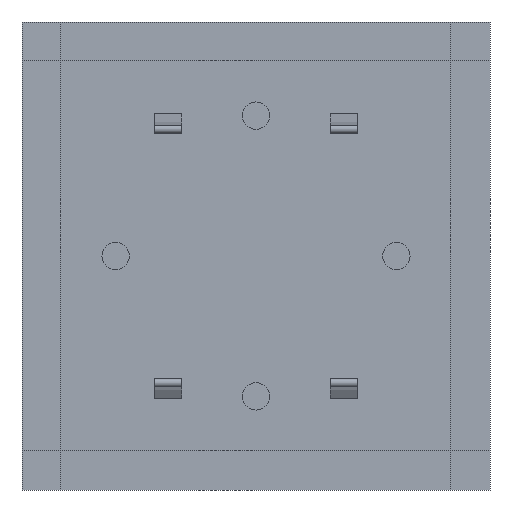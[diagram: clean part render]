
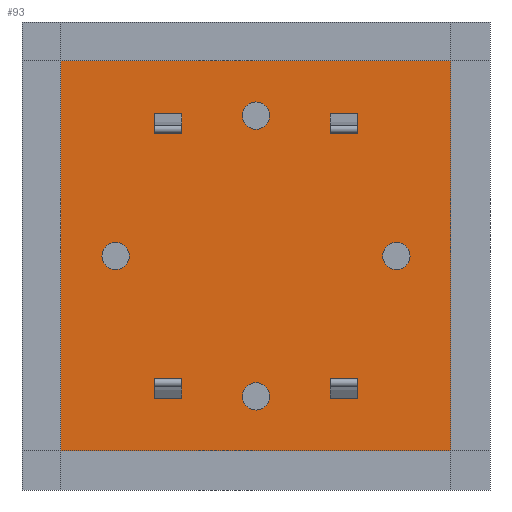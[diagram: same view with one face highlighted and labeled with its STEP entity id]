
A CAD part, front view. The second image highlights one B-rep face of the part: STEP entity #93.
In plain terms, the highlighted planar face has unit normal (0, -1, 0).
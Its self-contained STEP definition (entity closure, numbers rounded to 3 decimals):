
#24 = VERTEX_POINT('',#25);
#25 = CARTESIAN_POINT('',(-3.95,5.5,0.));
#41 = VERTEX_POINT('',#42);
#42 = CARTESIAN_POINT('',(-3.25,5.5,0.));
#48 = EDGE_CURVE('',#24,#41,#49,.T.);
#49 = CIRCLE('',#50,0.35);
#50 = AXIS2_PLACEMENT_3D('',#51,#52,#53);
#51 = CARTESIAN_POINT('',(-3.6,5.5,0.));
#52 = DIRECTION('',(0.,1.,0.));
#53 = DIRECTION('',(-1.,0.,0.));
#64 = EDGE_CURVE('',#41,#24,#65,.T.);
#65 = CIRCLE('',#66,0.35);
#66 = AXIS2_PLACEMENT_3D('',#67,#68,#69);
#67 = CARTESIAN_POINT('',(-3.6,5.5,0.));
#68 = DIRECTION('',(0.,1.,0.));
#69 = DIRECTION('',(-1.,0.,0.));
#93 = ADVANCED_FACE('',(#94,#128,#162,#182,#202,#222,#226,#260,#294),
  #328,.F.);
#94 = FACE_BOUND('',#95,.T.);
#95 = EDGE_LOOP('',(#96,#106,#114,#122));
#96 = ORIENTED_EDGE('',*,*,#97,.T.);
#97 = EDGE_CURVE('',#98,#100,#102,.T.);
#98 = VERTEX_POINT('',#99);
#99 = CARTESIAN_POINT('',(-1.9,5.5,3.147));
#100 = VERTEX_POINT('',#101);
#101 = CARTESIAN_POINT('',(-2.6,5.5,3.147));
#102 = LINE('',#103,#104);
#103 = CARTESIAN_POINT('',(-1.3,5.5,3.147));
#104 = VECTOR('',#105,1.);
#105 = DIRECTION('',(-1.,0.,0.));
#106 = ORIENTED_EDGE('',*,*,#107,.T.);
#107 = EDGE_CURVE('',#100,#108,#110,.T.);
#108 = VERTEX_POINT('',#109);
#109 = CARTESIAN_POINT('',(-2.6,5.5,3.35));
#110 = LINE('',#111,#112);
#111 = CARTESIAN_POINT('',(-2.6,5.5,1.672));
#112 = VECTOR('',#113,1.);
#113 = DIRECTION('',(0.,0.,1.));
#114 = ORIENTED_EDGE('',*,*,#115,.T.);
#115 = EDGE_CURVE('',#108,#116,#118,.T.);
#116 = VERTEX_POINT('',#117);
#117 = CARTESIAN_POINT('',(-1.9,5.5,3.35));
#118 = LINE('',#119,#120);
#119 = CARTESIAN_POINT('',(-1.3,5.5,3.35));
#120 = VECTOR('',#121,1.);
#121 = DIRECTION('',(1.,0.,0.));
#122 = ORIENTED_EDGE('',*,*,#123,.T.);
#123 = EDGE_CURVE('',#116,#98,#124,.T.);
#124 = LINE('',#125,#126);
#125 = CARTESIAN_POINT('',(-1.9,5.5,1.672));
#126 = VECTOR('',#127,1.);
#127 = DIRECTION('',(0.,0.,-1.));
#128 = FACE_BOUND('',#129,.T.);
#129 = EDGE_LOOP('',(#130,#140,#148,#156));
#130 = ORIENTED_EDGE('',*,*,#131,.T.);
#131 = EDGE_CURVE('',#132,#134,#136,.T.);
#132 = VERTEX_POINT('',#133);
#133 = CARTESIAN_POINT('',(2.6,5.5,3.147));
#134 = VERTEX_POINT('',#135);
#135 = CARTESIAN_POINT('',(1.9,5.5,3.147));
#136 = LINE('',#137,#138);
#137 = CARTESIAN_POINT('',(0.95,5.5,3.147));
#138 = VECTOR('',#139,1.);
#139 = DIRECTION('',(-1.,0.,0.));
#140 = ORIENTED_EDGE('',*,*,#141,.T.);
#141 = EDGE_CURVE('',#134,#142,#144,.T.);
#142 = VERTEX_POINT('',#143);
#143 = CARTESIAN_POINT('',(1.9,5.5,3.35));
#144 = LINE('',#145,#146);
#145 = CARTESIAN_POINT('',(1.9,5.5,1.672));
#146 = VECTOR('',#147,1.);
#147 = DIRECTION('',(0.,0.,1.));
#148 = ORIENTED_EDGE('',*,*,#149,.T.);
#149 = EDGE_CURVE('',#142,#150,#152,.T.);
#150 = VERTEX_POINT('',#151);
#151 = CARTESIAN_POINT('',(2.6,5.5,3.35));
#152 = LINE('',#153,#154);
#153 = CARTESIAN_POINT('',(0.95,5.5,3.35));
#154 = VECTOR('',#155,1.);
#155 = DIRECTION('',(1.,0.,0.));
#156 = ORIENTED_EDGE('',*,*,#157,.T.);
#157 = EDGE_CURVE('',#150,#132,#158,.T.);
#158 = LINE('',#159,#160);
#159 = CARTESIAN_POINT('',(2.6,5.5,1.672));
#160 = VECTOR('',#161,1.);
#161 = DIRECTION('',(0.,0.,-1.));
#162 = FACE_BOUND('',#163,.T.);
#163 = EDGE_LOOP('',(#164,#175));
#164 = ORIENTED_EDGE('',*,*,#165,.T.);
#165 = EDGE_CURVE('',#166,#168,#170,.T.);
#166 = VERTEX_POINT('',#167);
#167 = CARTESIAN_POINT('',(0.,5.5,-3.25));
#168 = VERTEX_POINT('',#169);
#169 = CARTESIAN_POINT('',(0.,5.5,-3.95));
#170 = CIRCLE('',#171,0.35);
#171 = AXIS2_PLACEMENT_3D('',#172,#173,#174);
#172 = CARTESIAN_POINT('',(0.,5.5,-3.6));
#173 = DIRECTION('',(0.,1.,0.));
#174 = DIRECTION('',(0.,0.,-1.));
#175 = ORIENTED_EDGE('',*,*,#176,.T.);
#176 = EDGE_CURVE('',#168,#166,#177,.T.);
#177 = CIRCLE('',#178,0.35);
#178 = AXIS2_PLACEMENT_3D('',#179,#180,#181);
#179 = CARTESIAN_POINT('',(0.,5.5,-3.6));
#180 = DIRECTION('',(0.,1.,0.));
#181 = DIRECTION('',(0.,0.,-1.));
#182 = FACE_BOUND('',#183,.T.);
#183 = EDGE_LOOP('',(#184,#195));
#184 = ORIENTED_EDGE('',*,*,#185,.T.);
#185 = EDGE_CURVE('',#186,#188,#190,.T.);
#186 = VERTEX_POINT('',#187);
#187 = CARTESIAN_POINT('',(3.25,5.5,0.));
#188 = VERTEX_POINT('',#189);
#189 = CARTESIAN_POINT('',(3.95,5.5,0.));
#190 = CIRCLE('',#191,0.35);
#191 = AXIS2_PLACEMENT_3D('',#192,#193,#194);
#192 = CARTESIAN_POINT('',(3.6,5.5,0.));
#193 = DIRECTION('',(-0.,1.,0.));
#194 = DIRECTION('',(1.,0.,0.));
#195 = ORIENTED_EDGE('',*,*,#196,.T.);
#196 = EDGE_CURVE('',#188,#186,#197,.T.);
#197 = CIRCLE('',#198,0.35);
#198 = AXIS2_PLACEMENT_3D('',#199,#200,#201);
#199 = CARTESIAN_POINT('',(3.6,5.5,0.));
#200 = DIRECTION('',(-0.,1.,0.));
#201 = DIRECTION('',(1.,0.,0.));
#202 = FACE_BOUND('',#203,.T.);
#203 = EDGE_LOOP('',(#204,#215));
#204 = ORIENTED_EDGE('',*,*,#205,.T.);
#205 = EDGE_CURVE('',#206,#208,#210,.T.);
#206 = VERTEX_POINT('',#207);
#207 = CARTESIAN_POINT('',(0.,5.5,3.25));
#208 = VERTEX_POINT('',#209);
#209 = CARTESIAN_POINT('',(0.,5.5,3.95));
#210 = CIRCLE('',#211,0.35);
#211 = AXIS2_PLACEMENT_3D('',#212,#213,#214);
#212 = CARTESIAN_POINT('',(0.,5.5,3.6));
#213 = DIRECTION('',(0.,1.,-0.));
#214 = DIRECTION('',(0.,0.,1.));
#215 = ORIENTED_EDGE('',*,*,#216,.T.);
#216 = EDGE_CURVE('',#208,#206,#217,.T.);
#217 = CIRCLE('',#218,0.35);
#218 = AXIS2_PLACEMENT_3D('',#219,#220,#221);
#219 = CARTESIAN_POINT('',(0.,5.5,3.6));
#220 = DIRECTION('',(0.,1.,-0.));
#221 = DIRECTION('',(0.,0.,1.));
#222 = FACE_BOUND('',#223,.T.);
#223 = EDGE_LOOP('',(#224,#225));
#224 = ORIENTED_EDGE('',*,*,#64,.T.);
#225 = ORIENTED_EDGE('',*,*,#48,.T.);
#226 = FACE_BOUND('',#227,.T.);
#227 = EDGE_LOOP('',(#228,#238,#246,#254));
#228 = ORIENTED_EDGE('',*,*,#229,.T.);
#229 = EDGE_CURVE('',#230,#232,#234,.T.);
#230 = VERTEX_POINT('',#231);
#231 = CARTESIAN_POINT('',(-5.,5.5,5.));
#232 = VERTEX_POINT('',#233);
#233 = CARTESIAN_POINT('',(-5.,5.5,-5.));
#234 = LINE('',#235,#236);
#235 = CARTESIAN_POINT('',(-5.,5.5,0.));
#236 = VECTOR('',#237,1.);
#237 = DIRECTION('',(0.,0.,-1.));
#238 = ORIENTED_EDGE('',*,*,#239,.F.);
#239 = EDGE_CURVE('',#240,#232,#242,.T.);
#240 = VERTEX_POINT('',#241);
#241 = CARTESIAN_POINT('',(5.,5.5,-5.));
#242 = LINE('',#243,#244);
#243 = CARTESIAN_POINT('',(0.,5.5,-5.));
#244 = VECTOR('',#245,1.);
#245 = DIRECTION('',(-1.,0.,0.));
#246 = ORIENTED_EDGE('',*,*,#247,.F.);
#247 = EDGE_CURVE('',#248,#240,#250,.T.);
#248 = VERTEX_POINT('',#249);
#249 = CARTESIAN_POINT('',(5.,5.5,5.));
#250 = LINE('',#251,#252);
#251 = CARTESIAN_POINT('',(5.,5.5,0.));
#252 = VECTOR('',#253,1.);
#253 = DIRECTION('',(0.,0.,-1.));
#254 = ORIENTED_EDGE('',*,*,#255,.F.);
#255 = EDGE_CURVE('',#230,#248,#256,.T.);
#256 = LINE('',#257,#258);
#257 = CARTESIAN_POINT('',(0.,5.5,5.));
#258 = VECTOR('',#259,1.);
#259 = DIRECTION('',(1.,0.,0.));
#260 = FACE_BOUND('',#261,.T.);
#261 = EDGE_LOOP('',(#262,#272,#280,#288));
#262 = ORIENTED_EDGE('',*,*,#263,.T.);
#263 = EDGE_CURVE('',#264,#266,#268,.T.);
#264 = VERTEX_POINT('',#265);
#265 = CARTESIAN_POINT('',(-2.6,5.5,-3.147));
#266 = VERTEX_POINT('',#267);
#267 = CARTESIAN_POINT('',(-1.9,5.5,-3.147));
#268 = LINE('',#269,#270);
#269 = CARTESIAN_POINT('',(-0.95,5.5,-3.147));
#270 = VECTOR('',#271,1.);
#271 = DIRECTION('',(1.,0.,0.));
#272 = ORIENTED_EDGE('',*,*,#273,.T.);
#273 = EDGE_CURVE('',#266,#274,#276,.T.);
#274 = VERTEX_POINT('',#275);
#275 = CARTESIAN_POINT('',(-1.9,5.5,-3.35));
#276 = LINE('',#277,#278);
#277 = CARTESIAN_POINT('',(-1.9,5.5,-1.672));
#278 = VECTOR('',#279,1.);
#279 = DIRECTION('',(0.,0.,-1.));
#280 = ORIENTED_EDGE('',*,*,#281,.T.);
#281 = EDGE_CURVE('',#274,#282,#284,.T.);
#282 = VERTEX_POINT('',#283);
#283 = CARTESIAN_POINT('',(-2.6,5.5,-3.35));
#284 = LINE('',#285,#286);
#285 = CARTESIAN_POINT('',(-0.95,5.5,-3.35));
#286 = VECTOR('',#287,1.);
#287 = DIRECTION('',(-1.,0.,0.));
#288 = ORIENTED_EDGE('',*,*,#289,.T.);
#289 = EDGE_CURVE('',#282,#264,#290,.T.);
#290 = LINE('',#291,#292);
#291 = CARTESIAN_POINT('',(-2.6,5.5,-1.672));
#292 = VECTOR('',#293,1.);
#293 = DIRECTION('',(0.,0.,1.));
#294 = FACE_BOUND('',#295,.T.);
#295 = EDGE_LOOP('',(#296,#306,#314,#322));
#296 = ORIENTED_EDGE('',*,*,#297,.T.);
#297 = EDGE_CURVE('',#298,#300,#302,.T.);
#298 = VERTEX_POINT('',#299);
#299 = CARTESIAN_POINT('',(1.9,5.5,-3.147));
#300 = VERTEX_POINT('',#301);
#301 = CARTESIAN_POINT('',(2.6,5.5,-3.147));
#302 = LINE('',#303,#304);
#303 = CARTESIAN_POINT('',(1.3,5.5,-3.147));
#304 = VECTOR('',#305,1.);
#305 = DIRECTION('',(1.,0.,0.));
#306 = ORIENTED_EDGE('',*,*,#307,.T.);
#307 = EDGE_CURVE('',#300,#308,#310,.T.);
#308 = VERTEX_POINT('',#309);
#309 = CARTESIAN_POINT('',(2.6,5.5,-3.35));
#310 = LINE('',#311,#312);
#311 = CARTESIAN_POINT('',(2.6,5.5,-1.672));
#312 = VECTOR('',#313,1.);
#313 = DIRECTION('',(0.,0.,-1.));
#314 = ORIENTED_EDGE('',*,*,#315,.T.);
#315 = EDGE_CURVE('',#308,#316,#318,.T.);
#316 = VERTEX_POINT('',#317);
#317 = CARTESIAN_POINT('',(1.9,5.5,-3.35));
#318 = LINE('',#319,#320);
#319 = CARTESIAN_POINT('',(1.3,5.5,-3.35));
#320 = VECTOR('',#321,1.);
#321 = DIRECTION('',(-1.,0.,0.));
#322 = ORIENTED_EDGE('',*,*,#323,.T.);
#323 = EDGE_CURVE('',#316,#298,#324,.T.);
#324 = LINE('',#325,#326);
#325 = CARTESIAN_POINT('',(1.9,5.5,-1.672));
#326 = VECTOR('',#327,1.);
#327 = DIRECTION('',(0.,0.,1.));
#328 = PLANE('',#329);
#329 = AXIS2_PLACEMENT_3D('',#330,#331,#332);
#330 = CARTESIAN_POINT('',(0.,5.5,0.));
#331 = DIRECTION('',(0.,1.,0.));
#332 = DIRECTION('',(0.,0.,1.));
